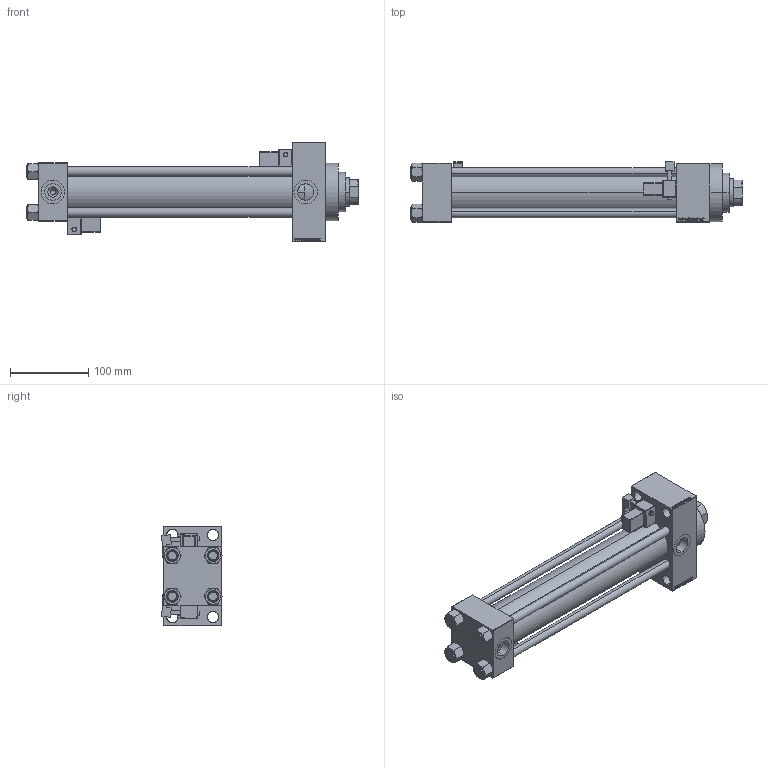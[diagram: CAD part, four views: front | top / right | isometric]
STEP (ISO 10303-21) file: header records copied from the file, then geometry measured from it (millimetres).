
FILE_DESCRIPTION (( 'STEP AP203' ), '1' );
FILE_NAME ('aae0.STEP', '2025-05-07T14:49:42', ( '' ), ( '' ), 'SwSTEP 2.0', 'SolidWorks 2019', '' );
FILE_SCHEMA (( 'CONFIG_CONTROL_DESIGN' ));
Length unit declared in the file: millimetre
Products named in the file (7): V215_VC_A 8b8e7985b34c505fc71f242501b6ba3c; V215CR_VCP_D 8b8e7985b34c505fc71f242501b6ba3c; V215CR_D_TYCINKA 8b8e7985b34c505fc71f242501b6ba3c; V215CR_D_Body 8b8e7985b34c505fc71f242501b6ba3c; V215CR_MSU 8b8e7985b34c505fc71f242501b6ba3c; aae0; NUT_M5_D 8b8e7985b34c505fc71f242501b6ba3c
Assembly tree (13 placements, depth 2):
  aae0
    V215CR_D_Body 8b8e7985b34c505fc71f242501b6ba3c
    V215CR_VCP_D 8b8e7985b34c505fc71f242501b6ba3c
    NUT_M5_D 8b8e7985b34c505fc71f242501b6ba3c  x4
    V215CR_D_TYCINKA 8b8e7985b34c505fc71f242501b6ba3c  x4
    V215_VC_A 8b8e7985b34c505fc71f242501b6ba3c
    V215CR_MSU 8b8e7985b34c505fc71f242501b6ba3c  x2
Bounding box: 425 x 77.3 x 128 mm (x, y, z)
Volume: 1320561 mm3; surface area: 323344.1 mm2
Topology: 13 solids, 13 shells, 1258 faces, 3110 edges, 1973 vertices
Faces by surface type: plane 555, bspline 368, cylinder 149, cone 142, sphere 24, torus 20
Entity records: 49432 total; most frequent: CARTESIAN_POINT 25416, ORIENTED_EDGE 5330, DIRECTION 3591, EDGE_CURVE 2665, VERTEX_POINT 1733, LINE 1603, VECTOR 1603, EDGE_LOOP 1196
